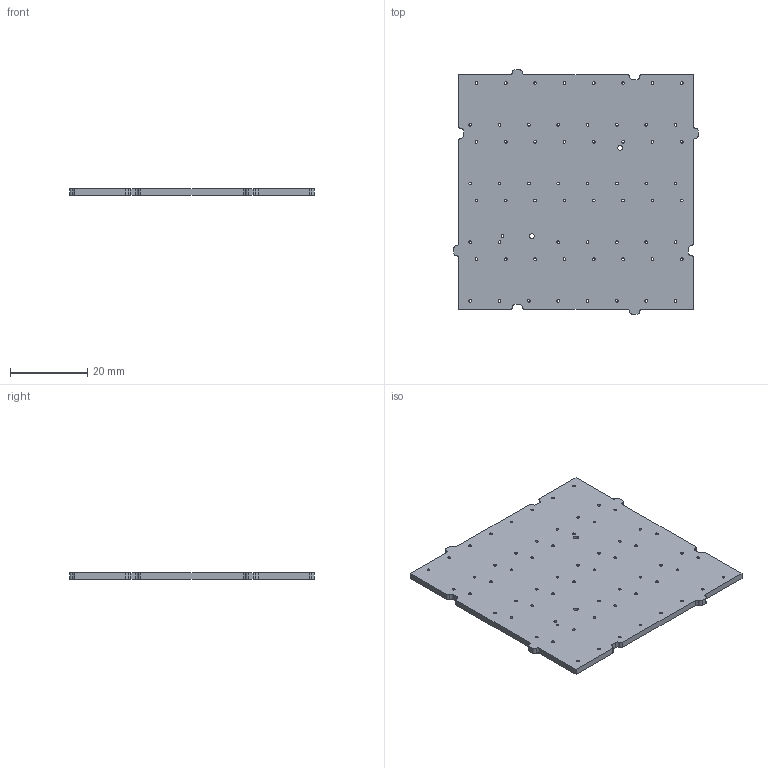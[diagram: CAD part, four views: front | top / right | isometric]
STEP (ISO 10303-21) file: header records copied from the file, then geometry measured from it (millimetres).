
FILE_DESCRIPTION(('FreeCAD Model'),'2;1');
FILE_NAME('TinyTiM2.step', '2016-02-17T16:11:29',('Author'),(''), 'Open CASCADE STEP processor 6.8','FreeCAD','Unknown');
FILE_SCHEMA(('AUTOMOTIVE_DESIGN_CC2 { 1 2 10303 214 -1 1 5 4 }'));
Length unit declared in the file: millimetre
Products named in the file (2): ASSEMBLY; Pcb
Assembly tree (1 placements, depth 2):
  ASSEMBLY
    Pcb
Bounding box: 63.5 x 63.5 x 1.6 mm (x, y, z)
Volume: 5903.5 mm3; surface area: 8024.5 mm2
Topology: 1 solids, 1 shells, 120 faces, 354 edges, 236 vertices
Faces by surface type: cylinder 98, plane 22
Full cylindrical faces by diameter (mm): 0.7 x64, 1.2 x2
Entity records: 9511 total; most frequent: CARTESIAN_POINT 2404, DIRECTION 1338, ORIENTED_EDGE 708, PCURVE 708, DEFINITIONAL_REPRESENTATION 708, LINE 670, VECTOR 670, EDGE_CURVE 354
